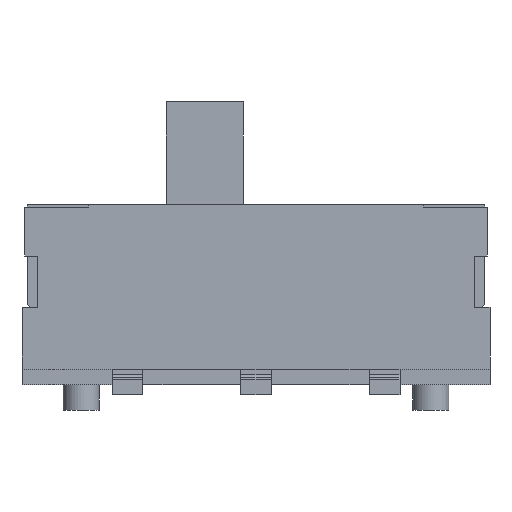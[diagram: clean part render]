
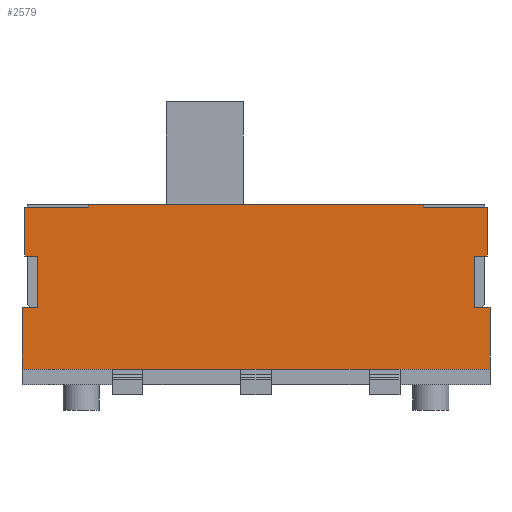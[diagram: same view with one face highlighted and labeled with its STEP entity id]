
A CAD part, front view. The second image highlights one B-rep face of the part: STEP entity #2579.
In plain terms, the highlighted planar face has unit normal (0, -1, 0).
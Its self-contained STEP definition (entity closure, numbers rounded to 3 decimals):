
#1802=CARTESIAN_POINT('',(4.55,-1.75,0.3));
#1803=VERTEX_POINT('',#1802);
#1810=CARTESIAN_POINT('',(-4.55,-1.75,0.3));
#1811=VERTEX_POINT('',#1810);
#1812=CARTESIAN_POINT('',(-4.55,-1.75,0.3));
#1813=DIRECTION('',(1.,0.,0.));
#1814=VECTOR('',#1813,9.1);
#1815=LINE('',#1812,#1814);
#1816=EDGE_CURVE('',#1811,#1803,#1815,.T.);
#2453=CARTESIAN_POINT('',(-4.25,-1.75,0.));
#2454=DIRECTION('',(0.,-1.,0.));
#2455=DIRECTION('',(1.,0.,0.));
#2456=AXIS2_PLACEMENT_3D('',#2453,#2454,#2455);
#2457=PLANE('',#2456);
#2458=CARTESIAN_POINT('',(-3.25,-1.75,3.5));
#2459=VERTEX_POINT('',#2458);
#2460=CARTESIAN_POINT('',(-3.25,-1.75,3.45));
#2461=VERTEX_POINT('',#2460);
#2462=CARTESIAN_POINT('',(-3.25,-1.75,3.5));
#2463=DIRECTION('',(0.,0.,-1.));
#2464=VECTOR('',#2463,0.05);
#2465=LINE('',#2462,#2464);
#2466=EDGE_CURVE('',#2459,#2461,#2465,.T.);
#2467=ORIENTED_EDGE('',*,*,#2466,.T.);
#2468=CARTESIAN_POINT('',(-4.5,-1.75,3.45));
#2469=VERTEX_POINT('',#2468);
#2470=CARTESIAN_POINT('',(-4.5,-1.75,3.45));
#2471=DIRECTION('',(1.,0.,0.));
#2472=VECTOR('',#2471,1.25);
#2473=LINE('',#2470,#2472);
#2474=EDGE_CURVE('',#2469,#2461,#2473,.T.);
#2475=ORIENTED_EDGE('',*,*,#2474,.F.);
#2476=CARTESIAN_POINT('',(-4.5,-1.75,2.5));
#2477=VERTEX_POINT('',#2476);
#2478=CARTESIAN_POINT('',(-4.5,-1.75,3.45));
#2479=DIRECTION('',(0.,0.,-1.));
#2480=VECTOR('',#2479,0.95);
#2481=LINE('',#2478,#2480);
#2482=EDGE_CURVE('',#2469,#2477,#2481,.T.);
#2483=ORIENTED_EDGE('',*,*,#2482,.T.);
#2484=CARTESIAN_POINT('',(-4.25,-1.75,2.5));
#2485=VERTEX_POINT('',#2484);
#2486=CARTESIAN_POINT('',(-4.5,-1.75,2.5));
#2487=DIRECTION('',(1.,0.,0.));
#2488=VECTOR('',#2487,0.25);
#2489=LINE('',#2486,#2488);
#2490=EDGE_CURVE('',#2477,#2485,#2489,.T.);
#2491=ORIENTED_EDGE('',*,*,#2490,.T.);
#2492=CARTESIAN_POINT('',(-4.25,-1.75,1.5));
#2493=VERTEX_POINT('',#2492);
#2494=CARTESIAN_POINT('',(-4.25,-1.75,2.5));
#2495=DIRECTION('',(0.,0.,-1.));
#2496=VECTOR('',#2495,1.);
#2497=LINE('',#2494,#2496);
#2498=EDGE_CURVE('',#2485,#2493,#2497,.T.);
#2499=ORIENTED_EDGE('',*,*,#2498,.T.);
#2500=CARTESIAN_POINT('',(-4.55,-1.75,1.5));
#2501=VERTEX_POINT('',#2500);
#2502=CARTESIAN_POINT('',(-4.25,-1.75,1.5));
#2503=DIRECTION('',(-1.,-0.,0.));
#2504=VECTOR('',#2503,0.3);
#2505=LINE('',#2502,#2504);
#2506=EDGE_CURVE('',#2493,#2501,#2505,.T.);
#2507=ORIENTED_EDGE('',*,*,#2506,.T.);
#2508=CARTESIAN_POINT('',(-4.55,-1.75,0.3));
#2509=DIRECTION('',(0.,0.,1.));
#2510=VECTOR('',#2509,1.2);
#2511=LINE('',#2508,#2510);
#2512=EDGE_CURVE('',#1811,#2501,#2511,.T.);
#2513=ORIENTED_EDGE('',*,*,#2512,.F.);
#2514=ORIENTED_EDGE('',*,*,#1816,.T.);
#2515=CARTESIAN_POINT('',(4.55,-1.75,1.5));
#2516=VERTEX_POINT('',#2515);
#2517=CARTESIAN_POINT('',(4.55,-1.75,0.3));
#2518=DIRECTION('',(0.,0.,1.));
#2519=VECTOR('',#2518,1.2);
#2520=LINE('',#2517,#2519);
#2521=EDGE_CURVE('',#1803,#2516,#2520,.T.);
#2522=ORIENTED_EDGE('',*,*,#2521,.T.);
#2523=CARTESIAN_POINT('',(4.25,-1.75,1.5));
#2524=VERTEX_POINT('',#2523);
#2525=CARTESIAN_POINT('',(4.55,-1.75,1.5));
#2526=DIRECTION('',(-1.,-0.,0.));
#2527=VECTOR('',#2526,0.3);
#2528=LINE('',#2525,#2527);
#2529=EDGE_CURVE('',#2516,#2524,#2528,.T.);
#2530=ORIENTED_EDGE('',*,*,#2529,.T.);
#2531=CARTESIAN_POINT('',(4.25,-1.75,2.5));
#2532=VERTEX_POINT('',#2531);
#2533=CARTESIAN_POINT('',(4.25,-1.75,1.5));
#2534=DIRECTION('',(0.,0.,1.));
#2535=VECTOR('',#2534,1.);
#2536=LINE('',#2533,#2535);
#2537=EDGE_CURVE('',#2524,#2532,#2536,.T.);
#2538=ORIENTED_EDGE('',*,*,#2537,.T.);
#2539=CARTESIAN_POINT('',(4.5,-1.75,2.5));
#2540=VERTEX_POINT('',#2539);
#2541=CARTESIAN_POINT('',(4.25,-1.75,2.5));
#2542=DIRECTION('',(1.,0.,0.));
#2543=VECTOR('',#2542,0.25);
#2544=LINE('',#2541,#2543);
#2545=EDGE_CURVE('',#2532,#2540,#2544,.T.);
#2546=ORIENTED_EDGE('',*,*,#2545,.T.);
#2547=CARTESIAN_POINT('',(4.5,-1.75,3.45));
#2548=VERTEX_POINT('',#2547);
#2549=CARTESIAN_POINT('',(4.5,-1.75,2.5));
#2550=DIRECTION('',(0.,0.,1.));
#2551=VECTOR('',#2550,0.95);
#2552=LINE('',#2549,#2551);
#2553=EDGE_CURVE('',#2540,#2548,#2552,.T.);
#2554=ORIENTED_EDGE('',*,*,#2553,.T.);
#2555=CARTESIAN_POINT('',(3.25,-1.75,3.45));
#2556=VERTEX_POINT('',#2555);
#2557=CARTESIAN_POINT('',(3.25,-1.75,3.45));
#2558=DIRECTION('',(1.,0.,0.));
#2559=VECTOR('',#2558,1.25);
#2560=LINE('',#2557,#2559);
#2561=EDGE_CURVE('',#2556,#2548,#2560,.T.);
#2562=ORIENTED_EDGE('',*,*,#2561,.F.);
#2563=CARTESIAN_POINT('',(3.25,-1.75,3.5));
#2564=VERTEX_POINT('',#2563);
#2565=CARTESIAN_POINT('',(3.25,-1.75,3.5));
#2566=DIRECTION('',(0.,0.,-1.));
#2567=VECTOR('',#2566,0.05);
#2568=LINE('',#2565,#2567);
#2569=EDGE_CURVE('',#2564,#2556,#2568,.T.);
#2570=ORIENTED_EDGE('',*,*,#2569,.F.);
#2571=CARTESIAN_POINT('',(3.25,-1.75,3.5));
#2572=DIRECTION('',(-1.,-0.,0.));
#2573=VECTOR('',#2572,6.5);
#2574=LINE('',#2571,#2573);
#2575=EDGE_CURVE('',#2564,#2459,#2574,.T.);
#2576=ORIENTED_EDGE('',*,*,#2575,.T.);
#2577=EDGE_LOOP('',(#2467,#2475,#2483,#2491,#2499,#2507,#2513,#2514,#2522,#2530,#2538,#2546,#2554,#2562,#2570,#2576));
#2578=FACE_BOUND('',#2577,.T.);
#2579=ADVANCED_FACE('',(#2578),#2457,.T.);
